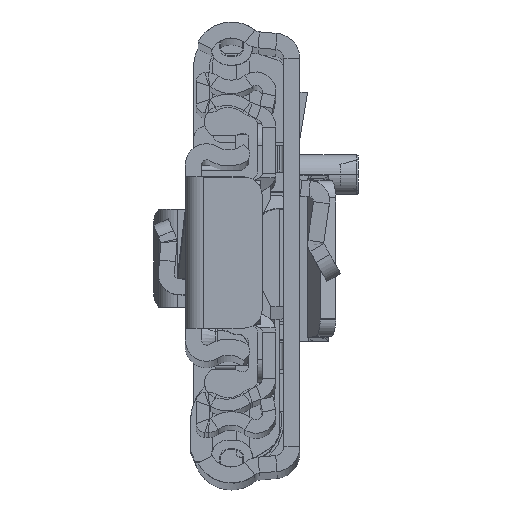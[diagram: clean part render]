
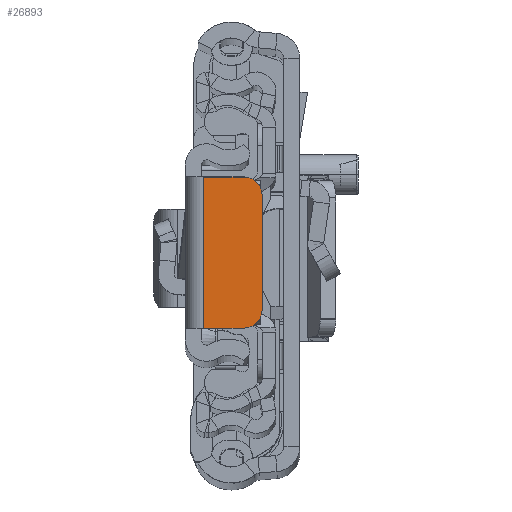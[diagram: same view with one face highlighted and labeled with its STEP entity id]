
A CAD part, top view. The second image highlights one B-rep face of the part: STEP entity #26893.
In plain terms, the highlighted planar face has unit normal (0, 0, 1).
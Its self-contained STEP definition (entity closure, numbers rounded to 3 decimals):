
#1531 = DIRECTION ( 'NONE',  ( -1., 0., 0. ) ) ;
#2561 = DIRECTION ( 'NONE',  ( 0., -1., 0. ) ) ;
#3929 = AXIS2_PLACEMENT_3D ( 'NONE', #16338, #25471, #25674 ) ;
#4169 = LINE ( 'NONE', #23265, #21512 ) ;
#4919 = DIRECTION ( 'NONE',  ( 0., 0., 1. ) ) ;
#5332 = CIRCLE ( 'NONE', #26356, 2. ) ;
#5780 = EDGE_CURVE ( 'NONE', #10254, #8404, #6146, .T. ) ;
#5864 = CARTESIAN_POINT ( 'NONE',  ( 0., -8.5, 0. ) ) ;
#6146 = LINE ( 'NONE', #15709, #37576 ) ;
#8404 = VERTEX_POINT ( 'NONE', #29954 ) ;
#8506 = CARTESIAN_POINT ( 'NONE',  ( -2.05, -8.5, 0. ) ) ;
#9406 = ORIENTED_EDGE ( 'NONE', *, *, #13315, .F. ) ;
#10254 = VERTEX_POINT ( 'NONE', #19213 ) ;
#11872 = ORIENTED_EDGE ( 'NONE', *, *, #36686, .T. ) ;
#12260 = CARTESIAN_POINT ( 'NONE',  ( -6.65, -8.5, 0. ) ) ;
#12778 = AXIS2_PLACEMENT_3D ( 'NONE', #37805, #4919, #40787 ) ;
#13315 = EDGE_CURVE ( 'NONE', #10254, #34276, #4169, .T. ) ;
#13684 = CARTESIAN_POINT ( 'NONE',  ( -8.65, -6.5, 0. ) ) ;
#15697 = EDGE_CURVE ( 'NONE', #8404, #27341, #20198, .T. ) ;
#15709 = CARTESIAN_POINT ( 'NONE',  ( 0., 8.5, 0. ) ) ;
#15861 = EDGE_CURVE ( 'NONE', #27858, #24834, #5332, .T. ) ;
#16050 = DIRECTION ( 'NONE',  ( 1., 0., 0. ) ) ;
#16338 = CARTESIAN_POINT ( 'NONE',  ( 0., 0., 0. ) ) ;
#17665 = CARTESIAN_POINT ( 'NONE',  ( -6.65, -6.5, 0. ) ) ;
#19213 = CARTESIAN_POINT ( 'NONE',  ( -2.05, 8.5, 0. ) ) ;
#19292 = DIRECTION ( 'NONE',  ( -1., 0., 0. ) ) ;
#20198 = CIRCLE ( 'NONE', #12778, 2. ) ;
#20297 = DIRECTION ( 'NONE',  ( 0., -1., 0. ) ) ;
#21512 = VECTOR ( 'NONE', #20297, 1000. ) ;
#23265 = CARTESIAN_POINT ( 'NONE',  ( -2.05, -8.5, 0. ) ) ;
#24060 = ORIENTED_EDGE ( 'NONE', *, *, #5780, .T. ) ;
#24834 = VERTEX_POINT ( 'NONE', #12260 ) ;
#25471 = DIRECTION ( 'NONE',  ( 0., 0., -1. ) ) ;
#25674 = DIRECTION ( 'NONE',  ( -1., 0., 0. ) ) ;
#26356 = AXIS2_PLACEMENT_3D ( 'NONE', #17665, #30604, #1531 ) ;
#26893 = ADVANCED_FACE ( 'NONE', ( #29475 ), #32239, .F. ) ;
#27095 = CARTESIAN_POINT ( 'NONE',  ( -8.65, 6.5, 0. ) ) ;
#27156 = EDGE_LOOP ( 'NONE', ( #11872, #35448, #32031, #9406, #24060, #29507 ) ) ;
#27341 = VERTEX_POINT ( 'NONE', #27095 ) ;
#27858 = VERTEX_POINT ( 'NONE', #13684 ) ;
#29475 = FACE_OUTER_BOUND ( 'NONE', #27156, .T. ) ;
#29507 = ORIENTED_EDGE ( 'NONE', *, *, #15697, .T. ) ;
#29954 = CARTESIAN_POINT ( 'NONE',  ( -6.65, 8.5, 0. ) ) ;
#30604 = DIRECTION ( 'NONE',  ( 0., 0., 1. ) ) ;
#32031 = ORIENTED_EDGE ( 'NONE', *, *, #39269, .T. ) ;
#32239 = PLANE ( 'NONE',  #3929 ) ;
#34276 = VERTEX_POINT ( 'NONE', #8506 ) ;
#35448 = ORIENTED_EDGE ( 'NONE', *, *, #15861, .T. ) ;
#36686 = EDGE_CURVE ( 'NONE', #27341, #27858, #41435, .T. ) ;
#37246 = VECTOR ( 'NONE', #16050, 1000. ) ;
#37576 = VECTOR ( 'NONE', #19292, 1000. ) ;
#37805 = CARTESIAN_POINT ( 'NONE',  ( -6.65, 6.5, 0. ) ) ;
#38861 = CARTESIAN_POINT ( 'NONE',  ( -8.65, 0., 0. ) ) ;
#39269 = EDGE_CURVE ( 'NONE', #24834, #34276, #41334, .T. ) ;
#40787 = DIRECTION ( 'NONE',  ( -1., 0., 0. ) ) ;
#41123 = VECTOR ( 'NONE', #2561, 1000. ) ;
#41334 = LINE ( 'NONE', #5864, #37246 ) ;
#41435 = LINE ( 'NONE', #38861, #41123 ) ;
